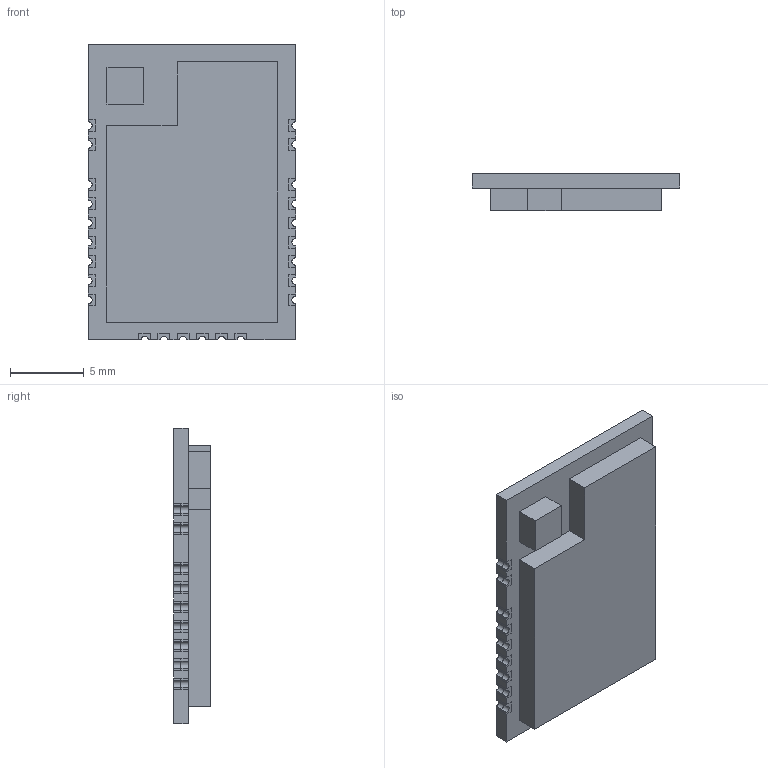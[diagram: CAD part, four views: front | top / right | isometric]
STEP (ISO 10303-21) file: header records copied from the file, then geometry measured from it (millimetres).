
FILE_DESCRIPTION (( 'STEP AP214' ), '1' );
FILE_NAME ('CDEBYTE E70-868T14S2.STEP', '2021-08-16T08:22:02', ( '' ), ( '' ), 'SwSTEP 2.0', 'SolidWorks 2021', '' );
FILE_SCHEMA (( 'AUTOMOTIVE_DESIGN' ));
Length unit declared in the file: millimetre
Products named in the file (1): CDEBYTE E70-868T14S2
Bounding box: 14 x 2.5 x 20 mm (x, y, z)
Volume: 562.3 mm3; surface area: 874.4 mm2
Topology: 49 solids, 49 shells, 552 faces, 1356 edges, 904 vertices
Faces by surface type: plane 498, cylinder 54
Entity records: 21785 total; most frequent: CARTESIAN_POINT 2813, ORIENTED_EDGE 2712, DIRECTION 2570, EDGE_CURVE 1356, LINE 1248, VECTOR 1248, VERTEX_POINT 904, AXIS2_PLACEMENT_3D 661
